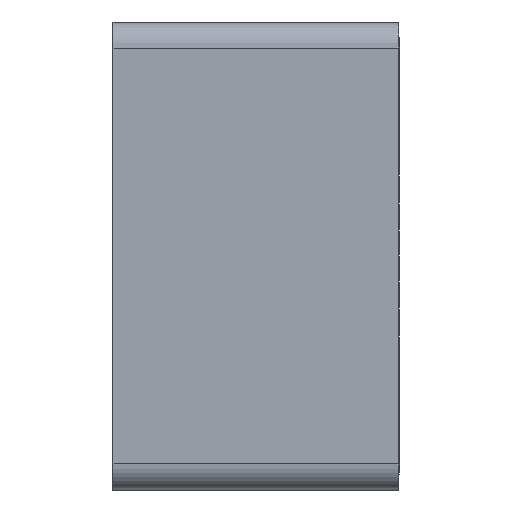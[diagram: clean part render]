
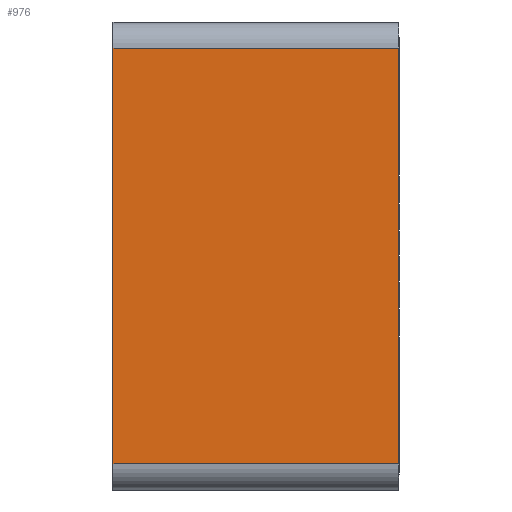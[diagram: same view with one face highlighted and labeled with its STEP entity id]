
A CAD part, left-side view. The second image highlights one B-rep face of the part: STEP entity #976.
In plain terms, the highlighted planar face has unit normal (-1, 0, 0).
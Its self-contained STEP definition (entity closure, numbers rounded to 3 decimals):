
#106 = LINE ( 'NONE', #887, #424 ) ;
#125 = DIRECTION ( 'NONE',  ( 0., 0., -1. ) ) ;
#170 = VERTEX_POINT ( 'NONE', #507 ) ;
#190 = EDGE_CURVE ( 'NONE', #675, #379, #106, .T. ) ;
#329 = LINE ( 'NONE', #454, #815 ) ;
#343 = LINE ( 'NONE', #645, #992 ) ;
#361 = EDGE_CURVE ( 'NONE', #170, #1042, #343, .T. ) ;
#379 = VERTEX_POINT ( 'NONE', #1125 ) ;
#399 = DIRECTION ( 'NONE',  ( 0., -1., 0. ) ) ;
#424 = VECTOR ( 'NONE', #125, 1000. ) ;
#438 = LINE ( 'NONE', #981, #1208 ) ;
#454 = CARTESIAN_POINT ( 'NONE',  ( 0., 0., -0.5 ) ) ;
#507 = CARTESIAN_POINT ( 'NONE',  ( 0., 0., -8.5 ) ) ;
#552 = EDGE_LOOP ( 'NONE', ( #706, #723, #844, #985 ) ) ;
#564 = AXIS2_PLACEMENT_3D ( 'NONE', #1069, #589, #782 ) ;
#574 = PLANE ( 'NONE',  #564 ) ;
#589 = DIRECTION ( 'NONE',  ( 1., 0., 0. ) ) ;
#612 = FACE_OUTER_BOUND ( 'NONE', #552, .T. ) ;
#645 = CARTESIAN_POINT ( 'NONE',  ( 0., 0., 0. ) ) ;
#675 = VERTEX_POINT ( 'NONE', #832 ) ;
#706 = ORIENTED_EDGE ( 'NONE', *, *, #190, .F. ) ;
#707 = EDGE_CURVE ( 'NONE', #675, #1042, #329, .T. ) ;
#723 = ORIENTED_EDGE ( 'NONE', *, *, #707, .T. ) ;
#782 = DIRECTION ( 'NONE',  ( 0., 0., -1. ) ) ;
#815 = VECTOR ( 'NONE', #1129, 1000. ) ;
#832 = CARTESIAN_POINT ( 'NONE',  ( 0., -5.5, -0.5 ) ) ;
#844 = ORIENTED_EDGE ( 'NONE', *, *, #361, .F. ) ;
#887 = CARTESIAN_POINT ( 'NONE',  ( 0., -5.5, 0. ) ) ;
#976 = ADVANCED_FACE ( 'NONE', ( #612 ), #574, .F. ) ;
#981 = CARTESIAN_POINT ( 'NONE',  ( 0., 0., -8.5 ) ) ;
#985 = ORIENTED_EDGE ( 'NONE', *, *, #1064, .T. ) ;
#992 = VECTOR ( 'NONE', #1111, 1000. ) ;
#1042 = VERTEX_POINT ( 'NONE', #1182 ) ;
#1064 = EDGE_CURVE ( 'NONE', #170, #379, #438, .T. ) ;
#1069 = CARTESIAN_POINT ( 'NONE',  ( 0., 0., 0. ) ) ;
#1111 = DIRECTION ( 'NONE',  ( 0., 0., 1. ) ) ;
#1125 = CARTESIAN_POINT ( 'NONE',  ( 0., -5.5, -8.5 ) ) ;
#1129 = DIRECTION ( 'NONE',  ( 0., 1., 0. ) ) ;
#1182 = CARTESIAN_POINT ( 'NONE',  ( 0., 0., -0.5 ) ) ;
#1208 = VECTOR ( 'NONE', #399, 1000. ) ;
